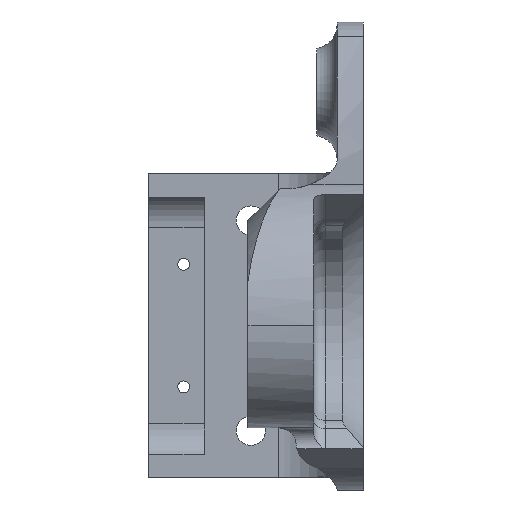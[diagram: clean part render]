
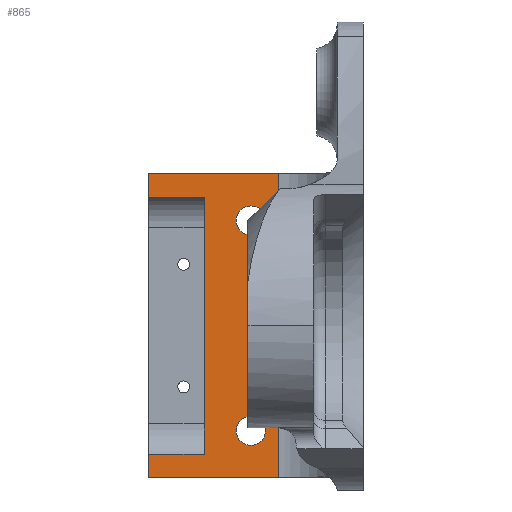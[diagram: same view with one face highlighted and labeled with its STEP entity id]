
A CAD part, front view. The second image highlights one B-rep face of the part: STEP entity #865.
In plain terms, the highlighted planar face has unit normal (0, -1, 0).
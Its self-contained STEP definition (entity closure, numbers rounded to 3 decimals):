
#4 = EDGE_CURVE ( 'NONE', #2721, #2803, #1675, .T. ) ;
#16 = AXIS2_PLACEMENT_3D ( 'NONE', #635, #874, #253 ) ;
#34 = CARTESIAN_POINT ( 'NONE',  ( -17., 118., 22. ) ) ;
#92 = CARTESIAN_POINT ( 'NONE',  ( -17., 118., -26. ) ) ;
#110 = AXIS2_PLACEMENT_3D ( 'NONE', #2644, #1970, #1712 ) ;
#122 = CARTESIAN_POINT ( 'NONE',  ( -17., 118., 26. ) ) ;
#136 = DIRECTION ( 'NONE',  ( 0., -1., 0. ) ) ;
#167 = DIRECTION ( 'NONE',  ( 0., -1., 0. ) ) ;
#187 = EDGE_LOOP ( 'NONE', ( #960, #231, #1622, #1068, #1408, #663, #1769, #2885 ) ) ;
#231 = ORIENTED_EDGE ( 'NONE', *, *, #2529, .T. ) ;
#239 = FACE_BOUND ( 'NONE', #397, .T. ) ;
#245 = ORIENTED_EDGE ( 'NONE', *, *, #859, .F. ) ;
#253 = DIRECTION ( 'NONE',  ( 0., 0., -1. ) ) ;
#303 = LINE ( 'NONE', #1678, #2826 ) ;
#314 = CARTESIAN_POINT ( 'NONE',  ( -69.74, 118., -26. ) ) ;
#319 = DIRECTION ( 'NONE',  ( 0., 0., -1. ) ) ;
#333 = DIRECTION ( 'NONE',  ( 0., 0., 1. ) ) ;
#397 = EDGE_LOOP ( 'NONE', ( #1581, #245 ) ) ;
#431 = VERTEX_POINT ( 'NONE', #1050 ) ;
#436 = DIRECTION ( 'NONE',  ( 1., 0., 0. ) ) ;
#561 = LINE ( 'NONE', #314, #1272 ) ;
#587 = ORIENTED_EDGE ( 'NONE', *, *, #1940, .F. ) ;
#598 = EDGE_CURVE ( 'NONE', #1226, #729, #2700, .T. ) ;
#635 = CARTESIAN_POINT ( 'NONE',  ( 0.5, 118., -18. ) ) ;
#663 = ORIENTED_EDGE ( 'NONE', *, *, #598, .F. ) ;
#664 = DIRECTION ( 'NONE',  ( 0., 0., 1. ) ) ;
#675 = CARTESIAN_POINT ( 'NONE',  ( -17., 118., -22. ) ) ;
#688 = VERTEX_POINT ( 'NONE', #2513 ) ;
#718 = PLANE ( 'NONE',  #2620 ) ;
#725 = EDGE_CURVE ( 'NONE', #688, #2576, #2634, .T. ) ;
#729 = VERTEX_POINT ( 'NONE', #1475 ) ;
#735 = VECTOR ( 'NONE', #1094, 1000. ) ;
#761 = EDGE_LOOP ( 'NONE', ( #587, #1189 ) ) ;
#768 = VECTOR ( 'NONE', #664, 1000. ) ;
#806 = EDGE_CURVE ( 'NONE', #2565, #1161, #1001, .T. ) ;
#859 = EDGE_CURVE ( 'NONE', #2576, #688, #1953, .T. ) ;
#865 = ADVANCED_FACE ( 'NONE', ( #1834, #239, #2648 ), #718, .T. ) ;
#874 = DIRECTION ( 'NONE',  ( 0., -1., 0. ) ) ;
#960 = ORIENTED_EDGE ( 'NONE', *, *, #2786, .T. ) ;
#1001 = LINE ( 'NONE', #122, #2822 ) ;
#1016 = CARTESIAN_POINT ( 'NONE',  ( 5.25, 118., 26. ) ) ;
#1033 = DIRECTION ( 'NONE',  ( 0., 0., 1. ) ) ;
#1050 = CARTESIAN_POINT ( 'NONE',  ( -17., 118., 26. ) ) ;
#1068 = ORIENTED_EDGE ( 'NONE', *, *, #1418, .F. ) ;
#1079 = DIRECTION ( 'NONE',  ( 0., 0., -1. ) ) ;
#1085 = VERTEX_POINT ( 'NONE', #1371 ) ;
#1094 = DIRECTION ( 'NONE',  ( 1., 0., 0. ) ) ;
#1111 = DIRECTION ( 'NONE',  ( 0., 0., 1. ) ) ;
#1118 = CARTESIAN_POINT ( 'NONE',  ( -17., 118., -22. ) ) ;
#1161 = VERTEX_POINT ( 'NONE', #1118 ) ;
#1189 = ORIENTED_EDGE ( 'NONE', *, *, #4, .F. ) ;
#1214 = DIRECTION ( 'NONE',  ( -1., 0., 0. ) ) ;
#1225 = DIRECTION ( 'NONE',  ( 1., 0., 0. ) ) ;
#1226 = VERTEX_POINT ( 'NONE', #2489 ) ;
#1272 = VECTOR ( 'NONE', #1225, 1000. ) ;
#1303 = AXIS2_PLACEMENT_3D ( 'NONE', #2328, #1850, #2768 ) ;
#1371 = CARTESIAN_POINT ( 'NONE',  ( 5.25, 118., -26. ) ) ;
#1408 = ORIENTED_EDGE ( 'NONE', *, *, #2492, .F. ) ;
#1418 = EDGE_CURVE ( 'NONE', #2778, #431, #2191, .T. ) ;
#1475 = CARTESIAN_POINT ( 'NONE',  ( -7.5, 118., 22. ) ) ;
#1566 = CARTESIAN_POINT ( 'NONE',  ( 5.25, 118., 26. ) ) ;
#1581 = ORIENTED_EDGE ( 'NONE', *, *, #725, .F. ) ;
#1622 = ORIENTED_EDGE ( 'NONE', *, *, #1781, .F. ) ;
#1666 = VERTEX_POINT ( 'NONE', #1566 ) ;
#1675 = CIRCLE ( 'NONE', #110, 2.5 ) ;
#1678 = CARTESIAN_POINT ( 'NONE',  ( -17., 118., 22. ) ) ;
#1712 = DIRECTION ( 'NONE',  ( 0., 0., -1. ) ) ;
#1764 = CIRCLE ( 'NONE', #1303, 2.5 ) ;
#1769 = ORIENTED_EDGE ( 'NONE', *, *, #2072, .F. ) ;
#1781 = EDGE_CURVE ( 'NONE', #431, #1666, #2621, .T. ) ;
#1834 = FACE_OUTER_BOUND ( 'NONE', #187, .T. ) ;
#1848 = CARTESIAN_POINT ( 'NONE',  ( 0.5, 118., 20.5 ) ) ;
#1850 = DIRECTION ( 'NONE',  ( 0., -1., 0. ) ) ;
#1885 = LINE ( 'NONE', #1016, #2584 ) ;
#1940 = EDGE_CURVE ( 'NONE', #2803, #2721, #1764, .T. ) ;
#1953 = CIRCLE ( 'NONE', #16, 2.5 ) ;
#1970 = DIRECTION ( 'NONE',  ( 0., -1., 0. ) ) ;
#2063 = AXIS2_PLACEMENT_3D ( 'NONE', #2635, #136, #319 ) ;
#2072 = EDGE_CURVE ( 'NONE', #1161, #1226, #2459, .T. ) ;
#2191 = LINE ( 'NONE', #2696, #768 ) ;
#2196 = VECTOR ( 'NONE', #1111, 1000. ) ;
#2214 = CARTESIAN_POINT ( 'NONE',  ( -69.74, 118., 26. ) ) ;
#2227 = CARTESIAN_POINT ( 'NONE',  ( -7.5, 118., 22. ) ) ;
#2285 = CARTESIAN_POINT ( 'NONE',  ( 0.5, 118., 15.5 ) ) ;
#2328 = CARTESIAN_POINT ( 'NONE',  ( 0.5, 118., 18. ) ) ;
#2421 = CARTESIAN_POINT ( 'NONE',  ( -69.74, 118., 26. ) ) ;
#2459 = LINE ( 'NONE', #675, #2482 ) ;
#2482 = VECTOR ( 'NONE', #436, 1000. ) ;
#2489 = CARTESIAN_POINT ( 'NONE',  ( -7.5, 118., -22. ) ) ;
#2492 = EDGE_CURVE ( 'NONE', #729, #2778, #303, .T. ) ;
#2513 = CARTESIAN_POINT ( 'NONE',  ( 0.5, 118., -15.5 ) ) ;
#2529 = EDGE_CURVE ( 'NONE', #1085, #1666, #1885, .T. ) ;
#2565 = VERTEX_POINT ( 'NONE', #92 ) ;
#2576 = VERTEX_POINT ( 'NONE', #2600 ) ;
#2584 = VECTOR ( 'NONE', #333, 1000. ) ;
#2600 = CARTESIAN_POINT ( 'NONE',  ( 0.5, 118., -20.5 ) ) ;
#2620 = AXIS2_PLACEMENT_3D ( 'NONE', #2421, #167, #1079 ) ;
#2621 = LINE ( 'NONE', #2214, #735 ) ;
#2634 = CIRCLE ( 'NONE', #2063, 2.5 ) ;
#2635 = CARTESIAN_POINT ( 'NONE',  ( 0.5, 118., -18. ) ) ;
#2644 = CARTESIAN_POINT ( 'NONE',  ( 0.5, 118., 18. ) ) ;
#2648 = FACE_BOUND ( 'NONE', #761, .T. ) ;
#2696 = CARTESIAN_POINT ( 'NONE',  ( -17., 118., 26. ) ) ;
#2700 = LINE ( 'NONE', #2227, #2196 ) ;
#2721 = VERTEX_POINT ( 'NONE', #2285 ) ;
#2768 = DIRECTION ( 'NONE',  ( 0., 0., -1. ) ) ;
#2778 = VERTEX_POINT ( 'NONE', #34 ) ;
#2786 = EDGE_CURVE ( 'NONE', #2565, #1085, #561, .T. ) ;
#2803 = VERTEX_POINT ( 'NONE', #1848 ) ;
#2822 = VECTOR ( 'NONE', #1033, 1000. ) ;
#2826 = VECTOR ( 'NONE', #1214, 1000. ) ;
#2885 = ORIENTED_EDGE ( 'NONE', *, *, #806, .F. ) ;
